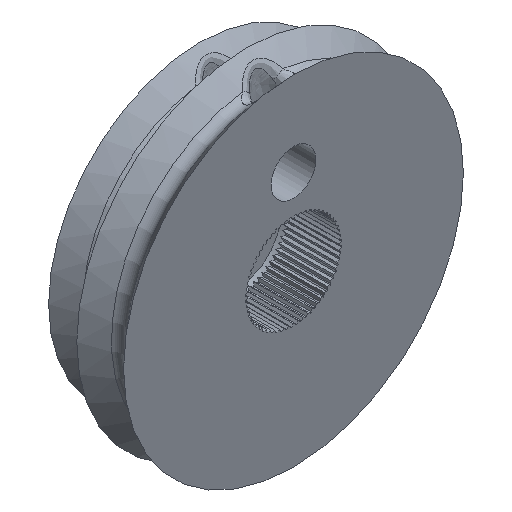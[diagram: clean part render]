
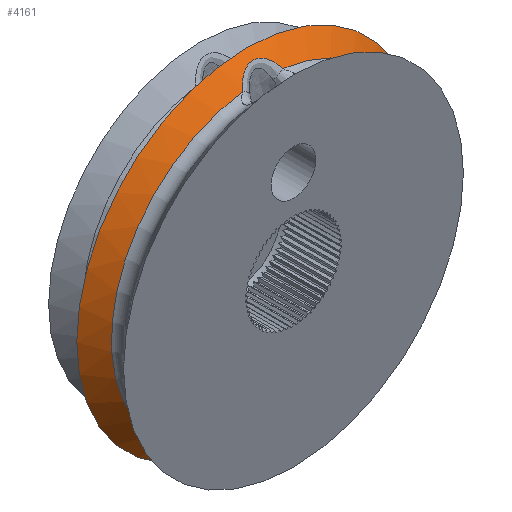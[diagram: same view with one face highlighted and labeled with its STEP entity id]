
A CAD part, isometric view. The second image highlights one B-rep face of the part: STEP entity #4161.
In plain terms, the highlighted conical face has half-angle 49.399 degrees and reference radius 8.243 mm.
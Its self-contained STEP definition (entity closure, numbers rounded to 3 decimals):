
#223=CONICAL_SURFACE('',#4402,8.243,0.862);
#229=LINE('',#6201,#575);
#575=VECTOR('',#4763,8.243);
#925=FACE_OUTER_BOUND('',#1153,.T.);
#1153=EDGE_LOOP('',(#2830,#2831,#2832,#2833,#2834,#2835));
#1393=B_SPLINE_CURVE_WITH_KNOTS('',3,(#6066,#6067,#6068,#6069,#6070,#6071,
#6072,#6073,#6074),.UNSPECIFIED.,.F.,.F.,(4,1,1,1,1,1,4),(-0.27,
-0.222,-0.193,-0.154,-0.116,
-0.039,0.),.UNSPECIFIED.);
#1560=CIRCLE('',#4403,7.764);
#1561=CIRCLE('',#4404,8.721);
#1562=CIRCLE('',#4405,7.764);
#1703=VERTEX_POINT('',#5851);
#1711=VERTEX_POINT('',#6001);
#1713=VERTEX_POINT('',#6198);
#1714=VERTEX_POINT('',#6200);
#2153=EDGE_CURVE('',#1703,#1711,#1393,.T.);
#2157=EDGE_CURVE('',#1703,#1713,#1560,.T.);
#2158=EDGE_CURVE('',#1713,#1714,#229,.T.);
#2159=EDGE_CURVE('',#1714,#1714,#1561,.T.);
#2160=EDGE_CURVE('',#1713,#1711,#1562,.T.);
#2830=ORIENTED_EDGE('',*,*,#2153,.F.);
#2831=ORIENTED_EDGE('',*,*,#2157,.T.);
#2832=ORIENTED_EDGE('',*,*,#2158,.T.);
#2833=ORIENTED_EDGE('',*,*,#2159,.F.);
#2834=ORIENTED_EDGE('',*,*,#2158,.F.);
#2835=ORIENTED_EDGE('',*,*,#2160,.T.);
#4161=ADVANCED_FACE('',(#925),#223,.T.);
#4402=AXIS2_PLACEMENT_3D('',#6197,#4759,#4760);
#4403=AXIS2_PLACEMENT_3D('',#6199,#4761,#4762);
#4404=AXIS2_PLACEMENT_3D('',#6202,#4764,#4765);
#4405=AXIS2_PLACEMENT_3D('',#6203,#4766,#4767);
#4759=DIRECTION('center_axis',(0.,1.,0.));
#4760=DIRECTION('ref_axis',(0.,0.,1.));
#4761=DIRECTION('center_axis',(0.,1.,0.));
#4762=DIRECTION('ref_axis',(0.,0.,1.));
#4763=DIRECTION('',(0.,0.651,-0.759));
#4764=DIRECTION('center_axis',(0.,1.,0.));
#4765=DIRECTION('ref_axis',(1.,0.,0.));
#4766=DIRECTION('center_axis',(0.,1.,0.));
#4767=DIRECTION('ref_axis',(0.,0.,1.));
#5851=CARTESIAN_POINT('',(2.56,34.797,35.478));
#6001=CARTESIAN_POINT('',(0.487,34.797,35.478));
#6066=CARTESIAN_POINT('Ctrl Pts',(2.56,34.797,35.478));
#6067=CARTESIAN_POINT('Ctrl Pts',(2.488,34.887,35.593));
#6068=CARTESIAN_POINT('Ctrl Pts',(2.347,35.023,35.77));
#6069=CARTESIAN_POINT('Ctrl Pts',(2.061,35.188,35.987));
#6070=CARTESIAN_POINT('Ctrl Pts',(1.732,35.293,36.126));
#6071=CARTESIAN_POINT('Ctrl Pts',(1.174,35.291,36.123));
#6072=CARTESIAN_POINT('Ctrl Pts',(0.742,35.071,35.832));
#6073=CARTESIAN_POINT('Ctrl Pts',(0.544,34.869,35.57));
#6074=CARTESIAN_POINT('Ctrl Pts',(0.487,34.797,35.478));
#6197=CARTESIAN_POINT('Origin',(1.523,35.208,27.783));
#6198=CARTESIAN_POINT('',(1.523,34.797,20.019));
#6199=CARTESIAN_POINT('Origin',(1.523,34.797,27.783));
#6200=CARTESIAN_POINT('',(1.523,35.618,19.062));
#6201=CARTESIAN_POINT('',(1.523,35.208,19.541));
#6202=CARTESIAN_POINT('Origin',(1.523,35.618,27.783));
#6203=CARTESIAN_POINT('Origin',(1.523,34.797,27.783));
